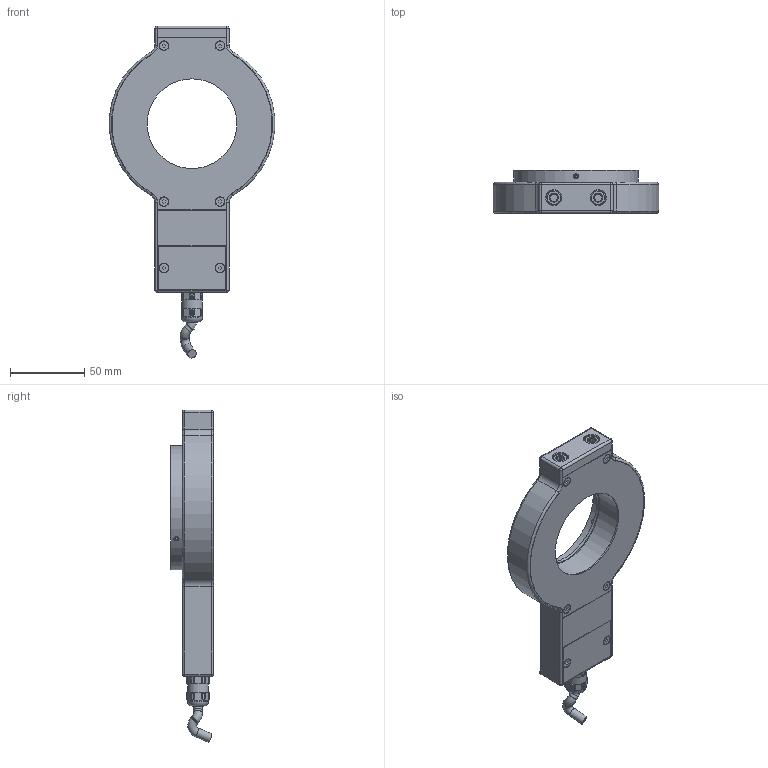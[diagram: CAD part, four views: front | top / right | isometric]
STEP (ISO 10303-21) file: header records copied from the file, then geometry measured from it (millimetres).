
FILE_DESCRIPTION(/* description */ ('>>BEZEICHNUNG<<'),/* implementation_level */ '2;1');
FILE_NAME(/* name */ 'vicolux_RR3023.stp',/* time_stamp */ '2015-04-13T14:24:59+02:00',/* author */ ('REGENSPURG'),/* organization */ ('Vision & Control'),/* preprocessor_version */ 'ST-DEVELOPER v15.2',/* originating_system */ 'Autodesk Inventor 2014',/* authorisation */ '');
FILE_SCHEMA (('AUTOMOTIVE_DESIGN { 1 0 10303 214 3 1 1 }'));
Length unit declared in the file: millimetre
Products named in the file (1): vicolux_RR3023
Bounding box: 111.63 x 29.05 x 224.28 mm (x, y, z)
Volume: 234573.3 mm3; surface area: 46272.9 mm2
Topology: 1 solids, 1 shells, 504 faces, 1236 edges, 783 vertices
Faces by surface type: plane 264, cylinder 157, cone 57, torus 18, sphere 8
Full cylindrical faces by diameter (mm): 2.46 x3, 2.9 x1, 3 x3, 3.2 x6, 3.24 x8, 3.4 x3, 4 x1, 6 x17, 10 x2, 14 x2, 60.6 x2, 62 x1, 70 x1, 84 x1
Entity records: 31132 total; most frequent: CARTESIAN_POINT 8222, ORIENTED_EDGE 4408, DIRECTION 4398, EDGE_CURVE 2204, AXIS2_PLACEMENT_3D 1660, VERTEX_POINT 1498, EDGE_LOOP 1310, LINE 1078
